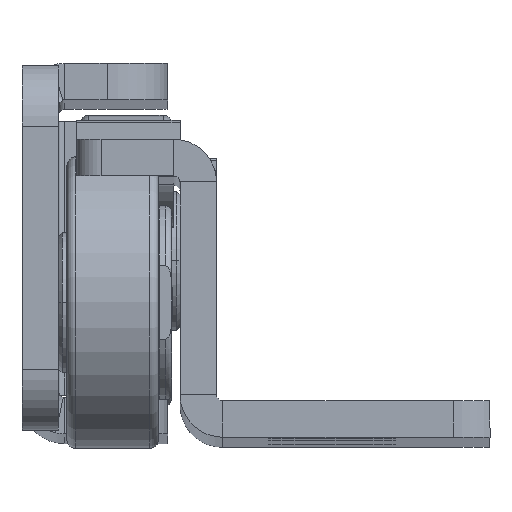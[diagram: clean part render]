
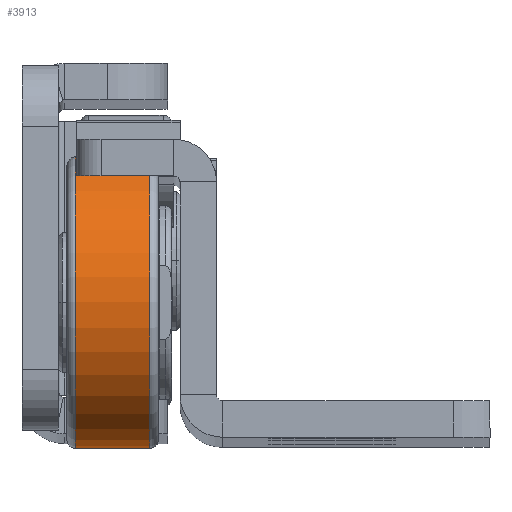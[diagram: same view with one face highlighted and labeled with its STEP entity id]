
A CAD part, top view. The second image highlights one B-rep face of the part: STEP entity #3913.
In plain terms, the highlighted cylindrical face has radius 12 mm (diameter 24 mm), a partial arc.
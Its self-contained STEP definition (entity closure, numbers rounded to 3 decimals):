
#222 = VECTOR ( 'NONE', #706, 1000. ) ;
#674 = AXIS2_PLACEMENT_3D ( 'NONE', #3550, #11562, #5714 ) ;
#706 = DIRECTION ( 'NONE',  ( -1., 0., 0. ) ) ;
#828 = EDGE_CURVE ( 'NONE', #7795, #15170, #8798, .T. ) ;
#2283 = ORIENTED_EDGE ( 'NONE', *, *, #2719, .T. ) ;
#2421 = CARTESIAN_POINT ( 'NONE',  ( -3.05, -12., 0. ) ) ;
#2719 = EDGE_CURVE ( 'NONE', #14844, #4105, #12184, .T. ) ;
#3550 = CARTESIAN_POINT ( 'NONE',  ( 3.05, 0., 0. ) ) ;
#3805 = LINE ( 'NONE', #11992, #4673 ) ;
#3913 = ADVANCED_FACE ( 'NONE', ( #9994 ), #6525, .T. ) ;
#4105 = VERTEX_POINT ( 'NONE', #4578 ) ;
#4515 = DIRECTION ( 'NONE',  ( 0., 1., 0. ) ) ;
#4578 = CARTESIAN_POINT ( 'NONE',  ( -3.05, 12., 0. ) ) ;
#4673 = VECTOR ( 'NONE', #7217, 1000. ) ;
#4864 = ORIENTED_EDGE ( 'NONE', *, *, #12005, .T. ) ;
#5479 = CARTESIAN_POINT ( 'NONE',  ( 3.05, -12., 0. ) ) ;
#5714 = DIRECTION ( 'NONE',  ( 0., -1., 0. ) ) ;
#6519 = AXIS2_PLACEMENT_3D ( 'NONE', #11527, #10466, #4515 ) ;
#6525 = CYLINDRICAL_SURFACE ( 'NONE', #10203, 12. ) ;
#7217 = DIRECTION ( 'NONE',  ( -1., 0., 0. ) ) ;
#7795 = VERTEX_POINT ( 'NONE', #12056 ) ;
#8351 = EDGE_LOOP ( 'NONE', ( #15093, #13137, #4864, #2283 ) ) ;
#8735 = LINE ( 'NONE', #9891, #222 ) ;
#8798 = CIRCLE ( 'NONE', #674, 12. ) ;
#8838 = DIRECTION ( 'NONE',  ( 0., -1., 0. ) ) ;
#9891 = CARTESIAN_POINT ( 'NONE',  ( -3.75, -12., 0. ) ) ;
#9994 = FACE_OUTER_BOUND ( 'NONE', #8351, .T. ) ;
#10203 = AXIS2_PLACEMENT_3D ( 'NONE', #14955, #12619, #8838 ) ;
#10234 = EDGE_CURVE ( 'NONE', #7795, #4105, #3805, .T. ) ;
#10466 = DIRECTION ( 'NONE',  ( 1., 0., 0. ) ) ;
#11527 = CARTESIAN_POINT ( 'NONE',  ( -3.05, 0., 0. ) ) ;
#11562 = DIRECTION ( 'NONE',  ( -1., 0., 0. ) ) ;
#11992 = CARTESIAN_POINT ( 'NONE',  ( -3.75, 12., 0. ) ) ;
#12005 = EDGE_CURVE ( 'NONE', #15170, #14844, #8735, .T. ) ;
#12056 = CARTESIAN_POINT ( 'NONE',  ( 3.05, 12., 0. ) ) ;
#12184 = CIRCLE ( 'NONE', #6519, 12. ) ;
#12619 = DIRECTION ( 'NONE',  ( -1., 0., 0. ) ) ;
#13137 = ORIENTED_EDGE ( 'NONE', *, *, #828, .T. ) ;
#14844 = VERTEX_POINT ( 'NONE', #2421 ) ;
#14955 = CARTESIAN_POINT ( 'NONE',  ( -3.75, 0., 0. ) ) ;
#15093 = ORIENTED_EDGE ( 'NONE', *, *, #10234, .F. ) ;
#15170 = VERTEX_POINT ( 'NONE', #5479 ) ;
